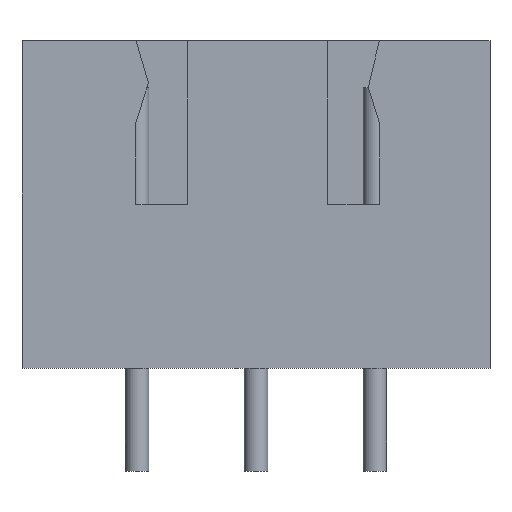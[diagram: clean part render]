
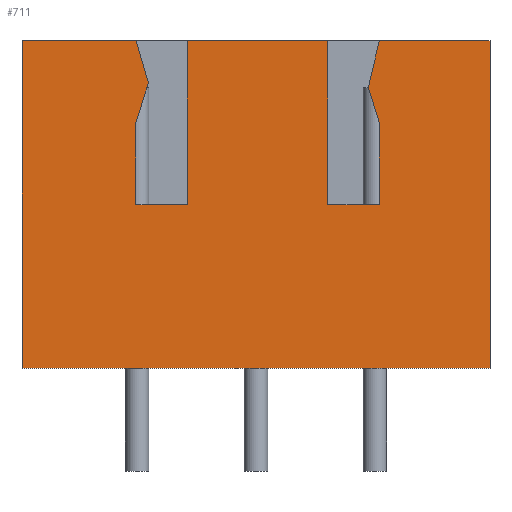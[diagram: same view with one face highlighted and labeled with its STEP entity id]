
A CAD part, front view. The second image highlights one B-rep face of the part: STEP entity #711.
In plain terms, the highlighted planar face has unit normal (0, -1, 0).
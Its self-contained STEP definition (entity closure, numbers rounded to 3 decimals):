
#47=PLANE('',#777);
#87=FACE_OUTER_BOUND('',#127,.T.);
#127=EDGE_LOOP('',(#599,#600,#601,#602,#603,#604,#605,#606,#607,#608,#609,
#610,#611,#612,#613,#614));
#147=LINE('',#1021,#231);
#151=LINE('',#1029,#235);
#156=LINE('',#1038,#240);
#157=LINE('',#1042,#241);
#161=LINE('',#1050,#245);
#164=LINE('',#1056,#248);
#170=LINE('',#1068,#254);
#172=LINE('',#1071,#256);
#188=LINE('',#1107,#272);
#191=LINE('',#1112,#275);
#206=LINE('',#1141,#290);
#210=LINE('',#1148,#294);
#211=LINE('',#1150,#295);
#213=LINE('',#1154,#297);
#214=LINE('',#1156,#298);
#215=LINE('',#1157,#299);
#231=VECTOR('',#843,10.);
#235=VECTOR('',#849,10.);
#240=VECTOR('',#856,10.);
#241=VECTOR('',#859,10.);
#245=VECTOR('',#865,10.);
#248=VECTOR('',#870,10.);
#254=VECTOR('',#878,10.);
#256=VECTOR('',#882,10.);
#272=VECTOR('',#908,10.);
#275=VECTOR('',#913,10.);
#290=VECTOR('',#936,10.);
#294=VECTOR('',#942,10.);
#295=VECTOR('',#945,10.);
#297=VECTOR('',#949,10.);
#298=VECTOR('',#950,10.);
#299=VECTOR('',#951,10.);
#333=VERTEX_POINT('',#1019);
#334=VERTEX_POINT('',#1020);
#337=VERTEX_POINT('',#1028);
#340=VERTEX_POINT('',#1036);
#341=VERTEX_POINT('',#1040);
#342=VERTEX_POINT('',#1041);
#345=VERTEX_POINT('',#1049);
#347=VERTEX_POINT('',#1055);
#350=VERTEX_POINT('',#1062);
#352=VERTEX_POINT('',#1066);
#365=VERTEX_POINT('',#1103);
#367=VERTEX_POINT('',#1106);
#378=VERTEX_POINT('',#1140);
#380=VERTEX_POINT('',#1146);
#381=VERTEX_POINT('',#1153);
#382=VERTEX_POINT('',#1155);
#403=EDGE_CURVE('',#333,#334,#147,.T.);
#407=EDGE_CURVE('',#337,#333,#151,.T.);
#412=EDGE_CURVE('',#334,#340,#156,.T.);
#413=EDGE_CURVE('',#341,#342,#157,.T.);
#417=EDGE_CURVE('',#345,#341,#161,.T.);
#420=EDGE_CURVE('',#347,#342,#164,.T.);
#426=EDGE_CURVE('',#350,#352,#170,.T.);
#428=EDGE_CURVE('',#352,#347,#172,.T.);
#444=EDGE_CURVE('',#367,#365,#188,.T.);
#447=EDGE_CURVE('',#340,#367,#191,.T.);
#462=EDGE_CURVE('',#337,#378,#206,.T.);
#466=EDGE_CURVE('',#380,#345,#210,.T.);
#467=EDGE_CURVE('',#350,#365,#211,.T.);
#469=EDGE_CURVE('',#381,#380,#213,.T.);
#470=EDGE_CURVE('',#381,#382,#214,.T.);
#471=EDGE_CURVE('',#382,#378,#215,.T.);
#599=ORIENTED_EDGE('',*,*,#426,.T.);
#600=ORIENTED_EDGE('',*,*,#428,.T.);
#601=ORIENTED_EDGE('',*,*,#420,.T.);
#602=ORIENTED_EDGE('',*,*,#413,.F.);
#603=ORIENTED_EDGE('',*,*,#417,.F.);
#604=ORIENTED_EDGE('',*,*,#466,.F.);
#605=ORIENTED_EDGE('',*,*,#469,.F.);
#606=ORIENTED_EDGE('',*,*,#470,.T.);
#607=ORIENTED_EDGE('',*,*,#471,.T.);
#608=ORIENTED_EDGE('',*,*,#462,.F.);
#609=ORIENTED_EDGE('',*,*,#407,.T.);
#610=ORIENTED_EDGE('',*,*,#403,.T.);
#611=ORIENTED_EDGE('',*,*,#412,.T.);
#612=ORIENTED_EDGE('',*,*,#447,.T.);
#613=ORIENTED_EDGE('',*,*,#444,.T.);
#614=ORIENTED_EDGE('',*,*,#467,.F.);
#711=ADVANCED_FACE('',(#87),#47,.T.);
#777=AXIS2_PLACEMENT_3D('',#1152,#947,#948);
#843=DIRECTION('',(0.299,0.,-0.954));
#849=DIRECTION('',(-0.229,0.,-0.974));
#856=DIRECTION('',(0.,0.,-1.));
#859=DIRECTION('',(-0.298,0.,-0.955));
#865=DIRECTION('',(0.283,0.,-0.959));
#870=DIRECTION('',(0.,0.,1.));
#878=DIRECTION('',(0.,0.,-1.));
#882=DIRECTION('',(-1.,0.,0.));
#908=DIRECTION('',(0.,0.,1.));
#913=DIRECTION('',(-1.,0.,0.));
#936=DIRECTION('',(1.,0.,0.));
#942=DIRECTION('',(1.,0.,0.));
#945=DIRECTION('',(1.,0.,0.));
#947=DIRECTION('center_axis',(0.,-1.,0.));
#948=DIRECTION('ref_axis',(1.,0.,0.));
#949=DIRECTION('',(0.,0.,1.));
#950=DIRECTION('',(1.,0.,0.));
#951=DIRECTION('',(0.,0.,1.));
#1019=CARTESIAN_POINT('',(7.4,0.,6.));
#1020=CARTESIAN_POINT('',(7.635,0.,5.25));
#1021=CARTESIAN_POINT('',(7.4,0.,6.));
#1028=CARTESIAN_POINT('',(7.635,0.,7.));
#1029=CARTESIAN_POINT('',(7.635,0.,7.));
#1036=CARTESIAN_POINT('',(7.635,0.,3.5));
#1038=CARTESIAN_POINT('',(7.635,0.,3.5));
#1040=CARTESIAN_POINT('',(2.7,0.,6.1));
#1041=CARTESIAN_POINT('',(2.435,0.,5.25));
#1042=CARTESIAN_POINT('',(2.7,0.,6.1));
#1049=CARTESIAN_POINT('',(2.435,0.,7.));
#1050=CARTESIAN_POINT('',(2.435,0.,7.));
#1055=CARTESIAN_POINT('',(2.435,0.,3.5));
#1056=CARTESIAN_POINT('',(2.435,0.,3.5));
#1062=CARTESIAN_POINT('',(3.535,0.,7.));
#1066=CARTESIAN_POINT('',(3.535,0.,3.5));
#1068=CARTESIAN_POINT('',(3.535,0.,3.5));
#1071=CARTESIAN_POINT('',(1.492,0.,3.5));
#1103=CARTESIAN_POINT('',(6.535,0.,7.));
#1106=CARTESIAN_POINT('',(6.535,0.,3.5));
#1107=CARTESIAN_POINT('',(6.535,0.,3.5));
#1112=CARTESIAN_POINT('',(3.542,0.,3.5));
#1140=CARTESIAN_POINT('',(10.,0.,7.));
#1141=CARTESIAN_POINT('',(0.,0.,7.));
#1146=CARTESIAN_POINT('',(0.,0.,7.));
#1148=CARTESIAN_POINT('',(0.,0.,7.));
#1150=CARTESIAN_POINT('',(0.,0.,7.));
#1152=CARTESIAN_POINT('Origin',(0.,0.,0.));
#1153=CARTESIAN_POINT('',(0.,0.,0.));
#1154=CARTESIAN_POINT('',(0.,0.,0.));
#1155=CARTESIAN_POINT('',(10.,0.,0.));
#1156=CARTESIAN_POINT('',(0.,0.,0.));
#1157=CARTESIAN_POINT('',(10.,0.,0.));
